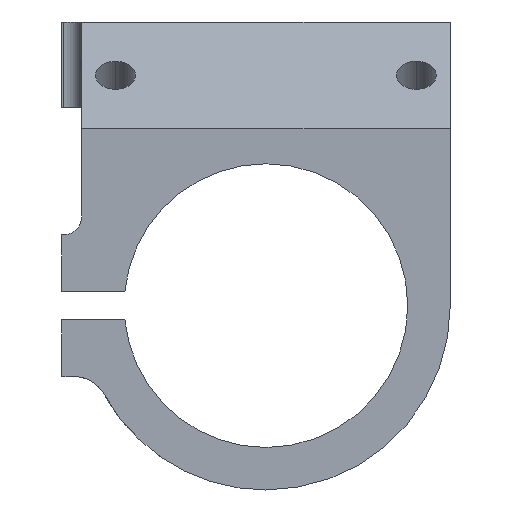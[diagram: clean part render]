
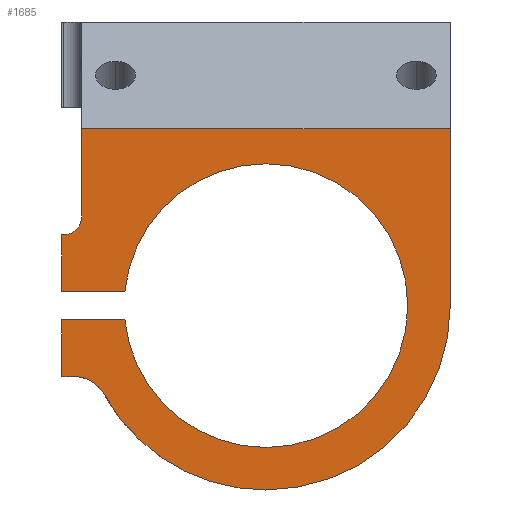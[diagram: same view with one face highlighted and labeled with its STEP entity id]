
A CAD part, front view. The second image highlights one B-rep face of the part: STEP entity #1685.
In plain terms, the highlighted planar face has unit normal (0, -1, 0).
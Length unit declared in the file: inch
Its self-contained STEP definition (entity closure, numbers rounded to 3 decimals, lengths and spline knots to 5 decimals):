
#35 = EDGE_CURVE ( 'NONE', #532, #1786, #1406, .T. ) ;
#43 = DIRECTION ( 'NONE',  ( 0., 1., 0. ) ) ;
#64 = CARTESIAN_POINT ( 'NONE',  ( -0.71999, 0., 0.05 ) ) ;
#83 = DIRECTION ( 'NONE',  ( 0., 0., 1. ) ) ;
#86 = DIRECTION ( 'NONE',  ( 0., -1., 0. ) ) ;
#87 = LINE ( 'NONE', #656, #1006 ) ;
#90 = CARTESIAN_POINT ( 'NONE',  ( 0., 0., 0. ) ) ;
#115 = ORIENTED_EDGE ( 'NONE', *, *, #1495, .F. ) ;
#157 = ORIENTED_EDGE ( 'NONE', *, *, #245, .F. ) ;
#162 = EDGE_CURVE ( 'NONE', #1634, #1034, #1586, .T. ) ;
#164 = EDGE_CURVE ( 'NONE', #669, #922, #641, .T. ) ;
#175 = CARTESIAN_POINT ( 'NONE',  ( -0.71999, 0., 0.25 ) ) ;
#192 = DIRECTION ( 'NONE',  ( 0., 0., 1. ) ) ;
#198 = DIRECTION ( 'NONE',  ( 0., 1., 0. ) ) ;
#201 = CARTESIAN_POINT ( 'NONE',  ( -0.7125, 0., 0.3125 ) ) ;
#217 = ORIENTED_EDGE ( 'NONE', *, *, #1739, .F. ) ;
#218 = CARTESIAN_POINT ( 'NONE',  ( 0., 0., -0.5 ) ) ;
#245 = EDGE_CURVE ( 'NONE', #1825, #1459, #996, .T. ) ;
#262 = DIRECTION ( 'NONE',  ( 0., 0., 1. ) ) ;
#268 = CARTESIAN_POINT ( 'NONE',  ( 0.65, 0., 0.62426 ) ) ;
#283 = CARTESIAN_POINT ( 'NONE',  ( -0.67823, 0., -0.25 ) ) ;
#290 = AXIS2_PLACEMENT_3D ( 'NONE', #492, #488, #486 ) ;
#295 = AXIS2_PLACEMENT_3D ( 'NONE', #1240, #1239, #1237 ) ;
#322 = ORIENTED_EDGE ( 'NONE', *, *, #162, .F. ) ;
#338 = EDGE_CURVE ( 'NONE', #532, #943, #956, .T. ) ;
#393 = ORIENTED_EDGE ( 'NONE', *, *, #1060, .F. ) ;
#414 = VECTOR ( 'NONE', #1681, 39.37008 ) ;
#434 = VECTOR ( 'NONE', #1437, 39.37008 ) ;
#486 = DIRECTION ( 'NONE',  ( 0., 0., 1. ) ) ;
#488 = DIRECTION ( 'NONE',  ( 0., 1., 0. ) ) ;
#492 = CARTESIAN_POINT ( 'NONE',  ( 0., 0., 0. ) ) ;
#494 = CARTESIAN_POINT ( 'NONE',  ( -0.49749, 0., -0.05 ) ) ;
#503 = CARTESIAN_POINT ( 'NONE',  ( -0.71999, 0., -0.05 ) ) ;
#512 = DIRECTION ( 'NONE',  ( 0., 0., 1. ) ) ;
#516 = AXIS2_PLACEMENT_3D ( 'NONE', #201, #198, #192 ) ;
#522 = ORIENTED_EDGE ( 'NONE', *, *, #1588, .F. ) ;
#532 = VERTEX_POINT ( 'NONE', #268 ) ;
#553 = CARTESIAN_POINT ( 'NONE',  ( -0.71999, 0., 0.05 ) ) ;
#575 = CIRCLE ( 'NONE', #290, 0.65 ) ;
#587 = ORIENTED_EDGE ( 'NONE', *, *, #649, .T. ) ;
#588 = CARTESIAN_POINT ( 'NONE',  ( -0.49749, 0., 0.05 ) ) ;
#615 = DIRECTION ( 'NONE',  ( 0., 0., 1. ) ) ;
#631 = VERTEX_POINT ( 'NONE', #1471 ) ;
#632 = DIRECTION ( 'NONE',  ( 0., -1., 0. ) ) ;
#641 = CIRCLE ( 'NONE', #1714, 0.65 ) ;
#649 = EDGE_CURVE ( 'NONE', #2126, #922, #1367, .T. ) ;
#651 = CARTESIAN_POINT ( 'NONE',  ( 0., 0., 0. ) ) ;
#655 = ORIENTED_EDGE ( 'NONE', *, *, #1206, .T. ) ;
#656 = CARTESIAN_POINT ( 'NONE',  ( -0.71999, 0., -0.05 ) ) ;
#662 = CARTESIAN_POINT ( 'NONE',  ( 0., 0., 0.5 ) ) ;
#669 = VERTEX_POINT ( 'NONE', #1023 ) ;
#713 = CARTESIAN_POINT ( 'NONE',  ( -0.65, 0., 0.62426 ) ) ;
#722 = EDGE_LOOP ( 'NONE', ( #726, #1290, #1458, #655, #1816, #115, #322, #1231, #217, #1138, #157, #522, #2149, #587, #1794, #393 ) ) ;
#726 = ORIENTED_EDGE ( 'NONE', *, *, #35, .F. ) ;
#728 = CIRCLE ( 'NONE', #1354, 0.5 ) ;
#736 = EDGE_CURVE ( 'NONE', #2126, #1754, #1643, .T. ) ;
#757 = VERTEX_POINT ( 'NONE', #958 ) ;
#762 = CARTESIAN_POINT ( 'NONE',  ( -0.56884, 0., -0.31452 ) ) ;
#867 = AXIS2_PLACEMENT_3D ( 'NONE', #90, #86, #83 ) ;
#869 = AXIS2_PLACEMENT_3D ( 'NONE', #1755, #1746, #1732 ) ;
#882 = CARTESIAN_POINT ( 'NONE',  ( -0.49749, 0., 0.05 ) ) ;
#922 = VERTEX_POINT ( 'NONE', #762 ) ;
#943 = VERTEX_POINT ( 'NONE', #713 ) ;
#956 = LINE ( 'NONE', #1349, #434 ) ;
#958 = CARTESIAN_POINT ( 'NONE',  ( -0.65, 0., 0.3125 ) ) ;
#973 = DIRECTION ( 'NONE',  ( -1., 0., 0. ) ) ;
#979 = VERTEX_POINT ( 'NONE', #662 ) ;
#996 = LINE ( 'NONE', #1605, #1144 ) ;
#1002 = CARTESIAN_POINT ( 'NONE',  ( -0.71999, 0., 0.25 ) ) ;
#1006 = VECTOR ( 'NONE', #512, 39.37008 ) ;
#1023 = CARTESIAN_POINT ( 'NONE',  ( 0., 0., -0.65 ) ) ;
#1034 = VERTEX_POINT ( 'NONE', #553 ) ;
#1059 = CARTESIAN_POINT ( 'NONE',  ( 0.65, 0., 0. ) ) ;
#1060 = EDGE_CURVE ( 'NONE', #1786, #669, #575, .T. ) ;
#1138 = ORIENTED_EDGE ( 'NONE', *, *, #1431, .F. ) ;
#1144 = VECTOR ( 'NONE', #2198, 39.37008 ) ;
#1149 = AXIS2_PLACEMENT_3D ( 'NONE', #651, #632, #615 ) ;
#1200 = VECTOR ( 'NONE', #973, 39.37008 ) ;
#1206 = EDGE_CURVE ( 'NONE', #757, #631, #1389, .T. ) ;
#1213 = VERTEX_POINT ( 'NONE', #218 ) ;
#1230 = EDGE_CURVE ( 'NONE', #979, #1634, #1280, .T. ) ;
#1231 = ORIENTED_EDGE ( 'NONE', *, *, #1230, .F. ) ;
#1237 = DIRECTION ( 'NONE',  ( 0., 0., 1. ) ) ;
#1239 = DIRECTION ( 'NONE',  ( 0., 1., 0. ) ) ;
#1240 = CARTESIAN_POINT ( 'NONE',  ( -0.67823, 0., -0.375 ) ) ;
#1273 = FACE_OUTER_BOUND ( 'NONE', #722, .T. ) ;
#1280 = CIRCLE ( 'NONE', #867, 0.5 ) ;
#1283 = DIRECTION ( 'NONE',  ( 0., 0., 1. ) ) ;
#1290 = ORIENTED_EDGE ( 'NONE', *, *, #338, .T. ) ;
#1291 = DIRECTION ( 'NONE',  ( 0., -1., 0. ) ) ;
#1302 = LINE ( 'NONE', #64, #2078 ) ;
#1314 = CARTESIAN_POINT ( 'NONE',  ( 0., 0., 0. ) ) ;
#1349 = CARTESIAN_POINT ( 'NONE',  ( 0.65, 0., 0.62426 ) ) ;
#1350 = VERTEX_POINT ( 'NONE', #1002 ) ;
#1353 = LINE ( 'NONE', #175, #414 ) ;
#1354 = AXIS2_PLACEMENT_3D ( 'NONE', #1314, #1291, #1283 ) ;
#1367 = CIRCLE ( 'NONE', #295, 0.125 ) ;
#1389 = CIRCLE ( 'NONE', #516, 0.0625 ) ;
#1402 = CARTESIAN_POINT ( 'NONE',  ( -0.71999, 0., -0.25 ) ) ;
#1406 = LINE ( 'NONE', #1772, #1725 ) ;
#1431 = EDGE_CURVE ( 'NONE', #1459, #1213, #1781, .T. ) ;
#1437 = DIRECTION ( 'NONE',  ( -1., 0., 0. ) ) ;
#1458 = ORIENTED_EDGE ( 'NONE', *, *, #1668, .T. ) ;
#1459 = VERTEX_POINT ( 'NONE', #494 ) ;
#1471 = CARTESIAN_POINT ( 'NONE',  ( -0.7125, 0., 0.25 ) ) ;
#1491 = DIRECTION ( 'NONE',  ( -1., 0., 0. ) ) ;
#1495 = EDGE_CURVE ( 'NONE', #1034, #1350, #1302, .T. ) ;
#1530 = CARTESIAN_POINT ( 'NONE',  ( -0.71999, 0., -0.25 ) ) ;
#1586 = LINE ( 'NONE', #588, #1980 ) ;
#1588 = EDGE_CURVE ( 'NONE', #1754, #1825, #87, .T. ) ;
#1592 = DIRECTION ( 'NONE',  ( 0., 0., -1. ) ) ;
#1605 = CARTESIAN_POINT ( 'NONE',  ( -0.49749, 0., -0.05 ) ) ;
#1634 = VERTEX_POINT ( 'NONE', #882 ) ;
#1643 = LINE ( 'NONE', #1530, #1200 ) ;
#1667 = DIRECTION ( 'NONE',  ( 0., 0., 1. ) ) ;
#1668 = EDGE_CURVE ( 'NONE', #943, #757, #2154, .T. ) ;
#1681 = DIRECTION ( 'NONE',  ( 1., 0., 0. ) ) ;
#1685 = ADVANCED_FACE ( 'NONE', ( #1273 ), #1757, .F. ) ;
#1714 = AXIS2_PLACEMENT_3D ( 'NONE', #1765, #43, #1667 ) ;
#1725 = VECTOR ( 'NONE', #1592, 39.37008 ) ;
#1732 = DIRECTION ( 'NONE',  ( -1., 0., 0. ) ) ;
#1739 = EDGE_CURVE ( 'NONE', #1213, #979, #728, .T. ) ;
#1746 = DIRECTION ( 'NONE',  ( 0., 1., 0. ) ) ;
#1754 = VERTEX_POINT ( 'NONE', #1402 ) ;
#1755 = CARTESIAN_POINT ( 'NONE',  ( -0.65, 0., 1. ) ) ;
#1757 = PLANE ( 'NONE',  #869 ) ;
#1765 = CARTESIAN_POINT ( 'NONE',  ( 0., 0., 0. ) ) ;
#1772 = CARTESIAN_POINT ( 'NONE',  ( 0.65, 0., 1. ) ) ;
#1781 = CIRCLE ( 'NONE', #1149, 0.5 ) ;
#1786 = VERTEX_POINT ( 'NONE', #1059 ) ;
#1794 = ORIENTED_EDGE ( 'NONE', *, *, #164, .F. ) ;
#1797 = VECTOR ( 'NONE', #1931, 39.37008 ) ;
#1816 = ORIENTED_EDGE ( 'NONE', *, *, #1940, .F. ) ;
#1825 = VERTEX_POINT ( 'NONE', #503 ) ;
#1931 = DIRECTION ( 'NONE',  ( 0., 0., -1. ) ) ;
#1935 = CARTESIAN_POINT ( 'NONE',  ( -0.65, 0., 1. ) ) ;
#1940 = EDGE_CURVE ( 'NONE', #1350, #631, #1353, .T. ) ;
#1980 = VECTOR ( 'NONE', #1491, 39.37008 ) ;
#2078 = VECTOR ( 'NONE', #262, 39.37008 ) ;
#2126 = VERTEX_POINT ( 'NONE', #283 ) ;
#2149 = ORIENTED_EDGE ( 'NONE', *, *, #736, .F. ) ;
#2154 = LINE ( 'NONE', #1935, #1797 ) ;
#2198 = DIRECTION ( 'NONE',  ( 1., 0., 0. ) ) ;
